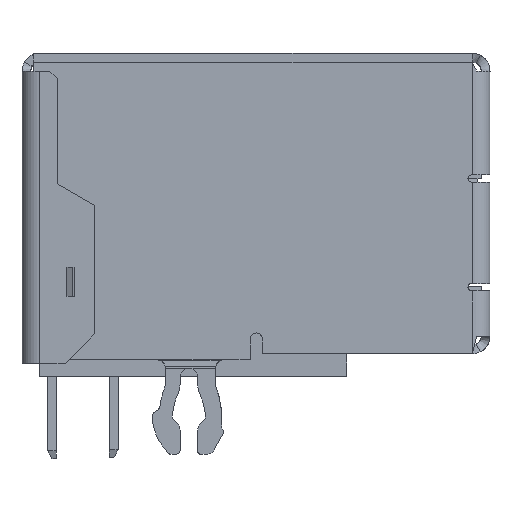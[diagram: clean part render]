
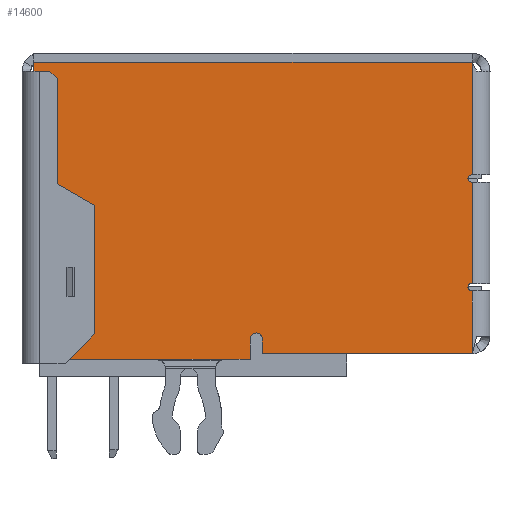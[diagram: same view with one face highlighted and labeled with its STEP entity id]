
A CAD part, front view. The second image highlights one B-rep face of the part: STEP entity #14600.
In plain terms, the highlighted planar face has unit normal (0, -1, 0).
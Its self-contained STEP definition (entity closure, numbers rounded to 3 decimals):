
#360 = VERTEX_POINT('',#361);
#361 = CARTESIAN_POINT('',(14.245,-7.398,
    6.865));
#377 = VERTEX_POINT('',#378);
#378 = CARTESIAN_POINT('',(14.12,-7.398,
    6.74));
#384 = EDGE_CURVE('',#360,#377,#385,.T.);
#385 = CIRCLE('',#386,0.125);
#386 = AXIS2_PLACEMENT_3D('',#387,#388,#389);
#387 = CARTESIAN_POINT('',(14.245,-7.398,
    6.74));
#388 = DIRECTION('',(0.,-1.,0.));
#389 = DIRECTION('',(-1.,0.,0.));
#6583 = VERTEX_POINT('',#6584);
#6584 = CARTESIAN_POINT('',(14.27,-7.398,
    6.865));
#6591 = EDGE_CURVE('',#360,#6583,#6592,.T.);
#6592 = LINE('',#6593,#6594);
#6593 = CARTESIAN_POINT('',(6.795,-7.398,
    6.865));
#6594 = VECTOR('',#6595,1.);
#6595 = DIRECTION('',(1.,0.,0.));
#6929 = VERTEX_POINT('',#6930);
#6930 = CARTESIAN_POINT('',(14.245,-7.398,
    2.915));
#6936 = EDGE_CURVE('',#6929,#6937,#6939,.T.);
#6937 = VERTEX_POINT('',#6938);
#6938 = CARTESIAN_POINT('',(14.27,-7.398,
    2.915));
#6939 = LINE('',#6940,#6941);
#6940 = CARTESIAN_POINT('',(14.257,-7.398,
    2.915));
#6941 = VECTOR('',#6942,1.);
#6942 = DIRECTION('',(1.,0.,0.));
#11696 = VERTEX_POINT('',#11697);
#11697 = CARTESIAN_POINT('',(14.27,-7.398,
    10.7));
#11781 = VERTEX_POINT('',#11782);
#11782 = CARTESIAN_POINT('',(-0.68,-7.398,
    0.58));
#11790 = VERTEX_POINT('',#11791);
#11791 = CARTESIAN_POINT('',(3.511,-7.398,
    0.58));
#11797 = EDGE_CURVE('',#11781,#11790,#11798,.T.);
#11798 = LINE('',#11799,#11800);
#11799 = CARTESIAN_POINT('',(1.33,-7.398,
    0.58));
#11800 = VECTOR('',#11801,1.);
#11801 = DIRECTION('',(1.,0.,0.));
#11813 = EDGE_CURVE('',#11781,#11814,#11816,.T.);
#11814 = VERTEX_POINT('',#11815);
#11815 = CARTESIAN_POINT('',(-0.68,-7.398,
    10.7));
#11816 = LINE('',#11817,#11818);
#11817 = CARTESIAN_POINT('',(-0.68,-7.398,
    5.64));
#11818 = VECTOR('',#11819,1.);
#11819 = DIRECTION('',(0.,0.,1.));
#11837 = EDGE_CURVE('',#11814,#11696,#11838,.T.);
#11838 = LINE('',#11839,#11840);
#11839 = CARTESIAN_POINT('',(6.795,-7.398,
    10.7));
#11840 = VECTOR('',#11841,1.);
#11841 = DIRECTION('',(1.,0.,0.));
#11854 = VERTEX_POINT('',#11855);
#11855 = CARTESIAN_POINT('',(14.245,-7.398,
    6.615));
#11861 = EDGE_CURVE('',#377,#11854,#11862,.T.);
#11862 = CIRCLE('',#11863,0.125);
#11863 = AXIS2_PLACEMENT_3D('',#11864,#11865,#11866);
#11864 = CARTESIAN_POINT('',(14.245,-7.398,
    6.74));
#11865 = DIRECTION('',(0.,-1.,0.));
#11866 = DIRECTION('',(-1.,0.,0.));
#11877 = EDGE_CURVE('',#11854,#11878,#11880,.T.);
#11878 = VERTEX_POINT('',#11879);
#11879 = CARTESIAN_POINT('',(14.27,-7.398,
    6.615));
#11880 = LINE('',#11881,#11882);
#11881 = CARTESIAN_POINT('',(14.257,-7.398,
    6.615));
#11882 = VECTOR('',#11883,1.);
#11883 = DIRECTION('',(1.,0.,0.));
#12091 = VERTEX_POINT('',#12092);
#12092 = CARTESIAN_POINT('',(14.27,-7.398,
    3.165));
#12099 = EDGE_CURVE('',#12100,#12091,#12102,.T.);
#12100 = VERTEX_POINT('',#12101);
#12101 = CARTESIAN_POINT('',(14.245,-7.398,
    3.165));
#12102 = LINE('',#12103,#12104);
#12103 = CARTESIAN_POINT('',(14.257,-7.398,
    3.165));
#12104 = VECTOR('',#12105,1.);
#12105 = DIRECTION('',(1.,0.,0.));
#12121 = EDGE_CURVE('',#12100,#6929,#12122,.T.);
#12122 = CIRCLE('',#12123,0.125);
#12123 = AXIS2_PLACEMENT_3D('',#12124,#12125,#12126);
#12124 = CARTESIAN_POINT('',(14.245,-7.398,
    3.04));
#12125 = DIRECTION('',(0.,-1.,0.));
#12126 = DIRECTION('',(1.,0.,0.));
#12140 = VERTEX_POINT('',#12141);
#12141 = CARTESIAN_POINT('',(14.27,-7.398,
    0.773));
#12154 = EDGE_CURVE('',#12155,#12140,#12157,.T.);
#12155 = VERTEX_POINT('',#12156);
#12156 = CARTESIAN_POINT('',(7.11,-7.398,
    0.773));
#12157 = LINE('',#12158,#12159);
#12158 = CARTESIAN_POINT('',(10.69,-7.398,
    0.773));
#12159 = VECTOR('',#12160,1.);
#12160 = DIRECTION('',(1.,0.,0.));
#12179 = EDGE_CURVE('',#12155,#12180,#12182,.T.);
#12180 = VERTEX_POINT('',#12181);
#12181 = CARTESIAN_POINT('',(7.11,-7.398,
    1.28));
#12182 = LINE('',#12183,#12184);
#12183 = CARTESIAN_POINT('',(7.11,-7.398,
    1.027));
#12184 = VECTOR('',#12185,1.);
#12185 = DIRECTION('',(0.,0.,1.));
#12202 = VERTEX_POINT('',#12203);
#12203 = CARTESIAN_POINT('',(6.71,-7.398,
    1.28));
#12209 = EDGE_CURVE('',#12180,#12202,#12210,.T.);
#12210 = CIRCLE('',#12211,0.2);
#12211 = AXIS2_PLACEMENT_3D('',#12212,#12213,#12214);
#12212 = CARTESIAN_POINT('',(6.91,-7.398,
    1.28));
#12213 = DIRECTION('',(0.,-1.,0.));
#12214 = DIRECTION('',(1.,0.,0.));
#12228 = EDGE_CURVE('',#12229,#12202,#12231,.T.);
#12229 = VERTEX_POINT('',#12230);
#12230 = CARTESIAN_POINT('',(6.71,-7.398,
    0.58));
#12231 = LINE('',#12232,#12233);
#12232 = CARTESIAN_POINT('',(6.71,-7.398,
    1.027));
#12233 = VECTOR('',#12234,1.);
#12234 = DIRECTION('',(0.,0.,1.));
#12251 = EDGE_CURVE('',#12252,#12229,#12254,.T.);
#12252 = VERTEX_POINT('',#12253);
#12253 = CARTESIAN_POINT('',(5.825,-7.398,
    0.58));
#12254 = LINE('',#12255,#12256);
#12255 = CARTESIAN_POINT('',(6.275,-7.398,
    0.58));
#12256 = VECTOR('',#12257,1.);
#12257 = DIRECTION('',(1.,0.,0.));
#14600 = ADVANCED_FACE('',(#14601,#14651),#14692,.T.);
#14601 = FACE_BOUND('',#14602,.T.);
#14602 = EDGE_LOOP('',(#14603,#14613,#14621,#14629,#14637,#14645));
#14603 = ORIENTED_EDGE('',*,*,#14604,.T.);
#14604 = EDGE_CURVE('',#14605,#14607,#14609,.T.);
#14605 = VERTEX_POINT('',#14606);
#14606 = CARTESIAN_POINT('',(-0.16,-7.398,
    2.727));
#14607 = VERTEX_POINT('',#14608);
#14608 = CARTESIAN_POINT('',(-0.16,-7.398,
    3.727));
#14609 = LINE('',#14610,#14611);
#14610 = CARTESIAN_POINT('',(-0.16,-7.398,
    5.64));
#14611 = VECTOR('',#14612,1.);
#14612 = DIRECTION('',(0.,0.,1.));
#14613 = ORIENTED_EDGE('',*,*,#14614,.T.);
#14614 = EDGE_CURVE('',#14607,#14615,#14617,.T.);
#14615 = VERTEX_POINT('',#14616);
#14616 = CARTESIAN_POINT('',(0.539,-7.398,3.727
    ));
#14617 = LINE('',#14618,#14619);
#14618 = CARTESIAN_POINT('',(6.795,-7.398,
    3.727));
#14619 = VECTOR('',#14620,1.);
#14620 = DIRECTION('',(1.,0.,0.));
#14621 = ORIENTED_EDGE('',*,*,#14622,.T.);
#14622 = EDGE_CURVE('',#14615,#14623,#14625,.T.);
#14623 = VERTEX_POINT('',#14624);
#14624 = CARTESIAN_POINT('',(0.84,-7.398,
    3.727));
#14625 = LINE('',#14626,#14627);
#14626 = CARTESIAN_POINT('',(6.795,-7.398,
    3.727));
#14627 = VECTOR('',#14628,1.);
#14628 = DIRECTION('',(1.,0.,0.));
#14629 = ORIENTED_EDGE('',*,*,#14630,.T.);
#14630 = EDGE_CURVE('',#14623,#14631,#14633,.T.);
#14631 = VERTEX_POINT('',#14632);
#14632 = CARTESIAN_POINT('',(0.84,-7.398,
    2.727));
#14633 = LINE('',#14634,#14635);
#14634 = CARTESIAN_POINT('',(0.84,-7.398,
    5.64));
#14635 = VECTOR('',#14636,1.);
#14636 = DIRECTION('',(0.,0.,-1.));
#14637 = ORIENTED_EDGE('',*,*,#14638,.T.);
#14638 = EDGE_CURVE('',#14631,#14639,#14641,.T.);
#14639 = VERTEX_POINT('',#14640);
#14640 = CARTESIAN_POINT('',(0.539,-7.398,
    2.727));
#14641 = LINE('',#14642,#14643);
#14642 = CARTESIAN_POINT('',(6.795,-7.398,
    2.727));
#14643 = VECTOR('',#14644,1.);
#14644 = DIRECTION('',(-1.,0.,0.));
#14645 = ORIENTED_EDGE('',*,*,#14646,.T.);
#14646 = EDGE_CURVE('',#14639,#14605,#14647,.T.);
#14647 = LINE('',#14648,#14649);
#14648 = CARTESIAN_POINT('',(6.795,-7.398,
    2.727));
#14649 = VECTOR('',#14650,1.);
#14650 = DIRECTION('',(-1.,0.,0.));
#14651 = FACE_BOUND('',#14652,.T.);
#14652 = EDGE_LOOP('',(#14653,#14654,#14655,#14661,#14662,#14663,#14664,
    #14665,#14666,#14672,#14673,#14674,#14675,#14681,#14682,#14683,
    #14684,#14685,#14691));
#14653 = ORIENTED_EDGE('',*,*,#11813,.F.);
#14654 = ORIENTED_EDGE('',*,*,#11797,.T.);
#14655 = ORIENTED_EDGE('',*,*,#14656,.T.);
#14656 = EDGE_CURVE('',#11790,#12252,#14657,.T.);
#14657 = LINE('',#14658,#14659);
#14658 = CARTESIAN_POINT('',(6.795,-7.398,
    0.58));
#14659 = VECTOR('',#14660,1.);
#14660 = DIRECTION('',(1.,0.,0.));
#14661 = ORIENTED_EDGE('',*,*,#12251,.T.);
#14662 = ORIENTED_EDGE('',*,*,#12228,.T.);
#14663 = ORIENTED_EDGE('',*,*,#12209,.F.);
#14664 = ORIENTED_EDGE('',*,*,#12179,.F.);
#14665 = ORIENTED_EDGE('',*,*,#12154,.T.);
#14666 = ORIENTED_EDGE('',*,*,#14667,.T.);
#14667 = EDGE_CURVE('',#12140,#6937,#14668,.T.);
#14668 = LINE('',#14669,#14670);
#14669 = CARTESIAN_POINT('',(14.27,-7.398,
    5.64));
#14670 = VECTOR('',#14671,1.);
#14671 = DIRECTION('',(0.,0.,1.));
#14672 = ORIENTED_EDGE('',*,*,#6936,.F.);
#14673 = ORIENTED_EDGE('',*,*,#12121,.F.);
#14674 = ORIENTED_EDGE('',*,*,#12099,.T.);
#14675 = ORIENTED_EDGE('',*,*,#14676,.T.);
#14676 = EDGE_CURVE('',#12091,#11878,#14677,.T.);
#14677 = LINE('',#14678,#14679);
#14678 = CARTESIAN_POINT('',(14.27,-7.398,
    5.64));
#14679 = VECTOR('',#14680,1.);
#14680 = DIRECTION('',(0.,0.,1.));
#14681 = ORIENTED_EDGE('',*,*,#11877,.F.);
#14682 = ORIENTED_EDGE('',*,*,#11861,.F.);
#14683 = ORIENTED_EDGE('',*,*,#384,.F.);
#14684 = ORIENTED_EDGE('',*,*,#6591,.T.);
#14685 = ORIENTED_EDGE('',*,*,#14686,.T.);
#14686 = EDGE_CURVE('',#6583,#11696,#14687,.T.);
#14687 = LINE('',#14688,#14689);
#14688 = CARTESIAN_POINT('',(14.27,-7.398,
    5.64));
#14689 = VECTOR('',#14690,1.);
#14690 = DIRECTION('',(0.,0.,1.));
#14691 = ORIENTED_EDGE('',*,*,#11837,.F.);
#14692 = PLANE('',#14693);
#14693 = AXIS2_PLACEMENT_3D('',#14694,#14695,#14696);
#14694 = CARTESIAN_POINT('',(14.569,-7.398,
    0.378));
#14695 = DIRECTION('',(0.,-1.,0.));
#14696 = DIRECTION('',(0.,0.,1.));
